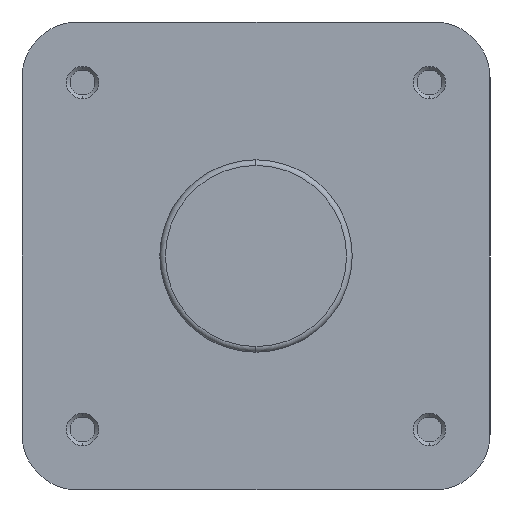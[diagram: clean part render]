
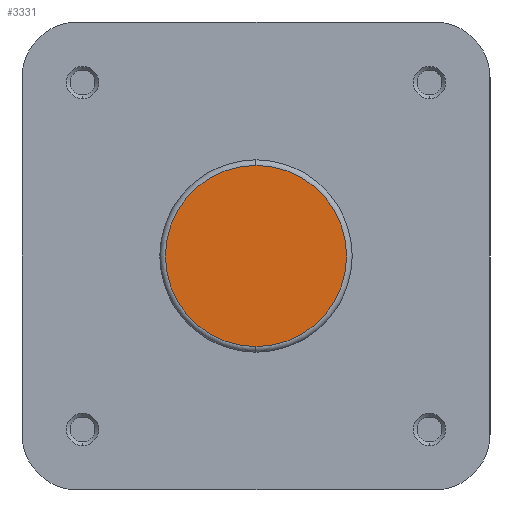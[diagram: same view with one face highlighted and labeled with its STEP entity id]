
A CAD part, left-side view. The second image highlights one B-rep face of the part: STEP entity #3331.
In plain terms, the highlighted planar face has unit normal (-1, 0, 0).
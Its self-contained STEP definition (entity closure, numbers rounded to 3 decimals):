
#175 = EDGE_LOOP ( 'NONE', ( #2881, #2857 ) ) ;
#776 = CARTESIAN_POINT ( 'NONE',  ( 0., 0., 0. ) ) ;
#779 = DIRECTION ( 'NONE',  ( -1., 0., 0. ) ) ;
#780 = DIRECTION ( 'NONE',  ( 0., 0., -1. ) ) ;
#1345 = VERTEX_POINT ( 'NONE', #1663 ) ;
#1347 = VERTEX_POINT ( 'NONE', #1672 ) ;
#1663 = CARTESIAN_POINT ( 'NONE',  ( 0., 0., 24.4 ) ) ;
#1672 = CARTESIAN_POINT ( 'NONE',  ( 0., 0., -24.4 ) ) ;
#1841 = DIRECTION ( 'NONE',  ( -1., 0., 0. ) ) ;
#1843 = DIRECTION ( 'NONE',  ( 0., 0., -1. ) ) ;
#1844 = CARTESIAN_POINT ( 'NONE',  ( 0., 0., 0. ) ) ;
#2120 = EDGE_CURVE ( 'NONE', #1347, #1345, #4511, .T. ) ;
#2291 = EDGE_CURVE ( 'NONE', #1345, #1347, #4775, .T. ) ;
#2857 = ORIENTED_EDGE ( 'NONE', *, *, #2291, .T. ) ;
#2881 = ORIENTED_EDGE ( 'NONE', *, *, #2120, .T. ) ;
#3331 = ADVANCED_FACE ( 'NONE', ( #6130 ), #3391, .F. ) ;
#3391 = PLANE ( 'NONE',  #4242 ) ;
#3394 = CARTESIAN_POINT ( 'NONE',  ( 0., 0., 0. ) ) ;
#3399 = DIRECTION ( 'NONE',  ( 1., 0., 0. ) ) ;
#3400 = DIRECTION ( 'NONE',  ( 0., 0., -1. ) ) ;
#3851 = AXIS2_PLACEMENT_3D ( 'NONE', #1844, #1841, #1843 ) ;
#3931 = AXIS2_PLACEMENT_3D ( 'NONE', #776, #779, #780 ) ;
#4242 = AXIS2_PLACEMENT_3D ( 'NONE', #3394, #3399, #3400 ) ;
#4511 = CIRCLE ( 'NONE', #3851, 24.4 ) ;
#4775 = CIRCLE ( 'NONE', #3931, 24.4 ) ;
#6130 = FACE_OUTER_BOUND ( 'NONE', #175, .T. ) ;
